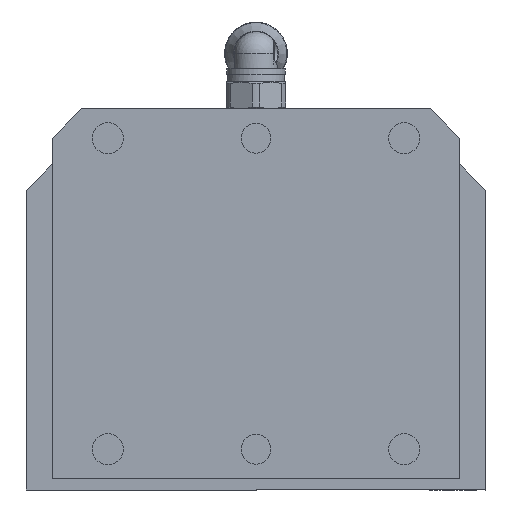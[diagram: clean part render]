
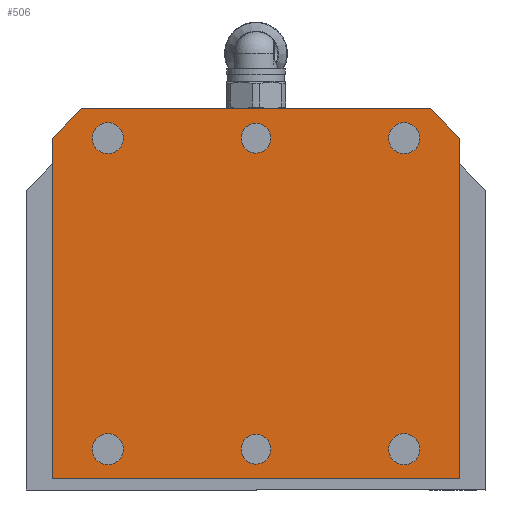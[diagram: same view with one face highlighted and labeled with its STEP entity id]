
A CAD part, left-side view. The second image highlights one B-rep face of the part: STEP entity #506.
In plain terms, the highlighted planar face has unit normal (-1, 0, 0).
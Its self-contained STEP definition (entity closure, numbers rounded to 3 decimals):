
#506 = ADVANCED_FACE( '', ( #1145, #1146, #1147, #1148, #1149, #1150, #1151 ), #1152, .F. );
#1145 = FACE_BOUND( '', #1873, .T. );
#1146 = FACE_BOUND( '', #1874, .T. );
#1147 = FACE_BOUND( '', #1875, .T. );
#1148 = FACE_BOUND( '', #1876, .T. );
#1149 = FACE_BOUND( '', #1877, .T. );
#1150 = FACE_BOUND( '', #1878, .T. );
#1151 = FACE_OUTER_BOUND( '', #1879, .T. );
#1152 = PLANE( '', #1880 );
#1873 = EDGE_LOOP( '', ( #3166 ) );
#1874 = EDGE_LOOP( '', ( #3167 ) );
#1875 = EDGE_LOOP( '', ( #3168 ) );
#1876 = EDGE_LOOP( '', ( #3169 ) );
#1877 = EDGE_LOOP( '', ( #3170 ) );
#1878 = EDGE_LOOP( '', ( #3171 ) );
#1879 = EDGE_LOOP( '', ( #3172, #3173, #3174, #3175, #3176, #3177 ) );
#1880 = AXIS2_PLACEMENT_3D( '', #3178, #3179, #3180 );
#3166 = ORIENTED_EDGE( '', *, *, #4011, .T. );
#3167 = ORIENTED_EDGE( '', *, *, #3738, .T. );
#3168 = ORIENTED_EDGE( '', *, *, #3690, .T. );
#3169 = ORIENTED_EDGE( '', *, *, #3889, .T. );
#3170 = ORIENTED_EDGE( '', *, *, #3705, .T. );
#3171 = ORIENTED_EDGE( '', *, *, #4106, .T. );
#3172 = ORIENTED_EDGE( '', *, *, #3754, .F. );
#3173 = ORIENTED_EDGE( '', *, *, #3811, .F. );
#3174 = ORIENTED_EDGE( '', *, *, #4022, .F. );
#3175 = ORIENTED_EDGE( '', *, *, #4108, .F. );
#3176 = ORIENTED_EDGE( '', *, *, #4082, .F. );
#3177 = ORIENTED_EDGE( '', *, *, #4095, .F. );
#3178 = CARTESIAN_POINT( '', ( -75., 0., 75. ) );
#3179 = DIRECTION( '', ( 1., 0., 0. ) );
#3180 = DIRECTION( '', ( 0., 0., 1. ) );
#3690 = EDGE_CURVE( '', #4315, #4315, #4316, .T. );
#3705 = EDGE_CURVE( '', #4338, #4338, #4339, .T. );
#3738 = EDGE_CURVE( '', #4398, #4398, #4399, .T. );
#3754 = EDGE_CURVE( '', #4423, #4424, #4425, .T. );
#3811 = EDGE_CURVE( '', #4520, #4423, #4521, .T. );
#3889 = EDGE_CURVE( '', #4644, #4644, #4645, .T. );
#4011 = EDGE_CURVE( '', #4817, #4817, #4818, .T. );
#4022 = EDGE_CURVE( '', #4831, #4520, #4832, .T. );
#4082 = EDGE_CURVE( '', #4911, #4912, #4913, .T. );
#4095 = EDGE_CURVE( '', #4424, #4911, #4927, .T. );
#4106 = EDGE_CURVE( '', #4941, #4941, #4942, .T. );
#4108 = EDGE_CURVE( '', #4912, #4831, #4944, .T. );
#4315 = VERTEX_POINT( '', #5200 );
#4316 = CIRCLE( '', #5201, 2.1 );
#4338 = VERTEX_POINT( '', #5227 );
#4339 = CIRCLE( '', #5228, 2.01 );
#4398 = VERTEX_POINT( '', #5315 );
#4399 = CIRCLE( '', #5316, 2.1 );
#4423 = VERTEX_POINT( '', #5347 );
#4424 = VERTEX_POINT( '', #5348 );
#4425 = LINE( '', #5349, #5350 );
#4520 = VERTEX_POINT( '', #5493 );
#4521 = LINE( '', #5494, #5495 );
#4644 = VERTEX_POINT( '', #5666 );
#4645 = CIRCLE( '', #5667, 2.1 );
#4817 = VERTEX_POINT( '', #5968 );
#4818 = CIRCLE( '', #5969, 2.1 );
#4831 = VERTEX_POINT( '', #5994 );
#4832 = LINE( '', #5995, #5996 );
#4911 = VERTEX_POINT( '', #6102 );
#4912 = VERTEX_POINT( '', #6103 );
#4913 = LINE( '', #6104, #6105 );
#4927 = LINE( '', #6125, #6126 );
#4941 = VERTEX_POINT( '', #6143 );
#4942 = CIRCLE( '', #6144, 2.01 );
#4944 = LINE( '', #6146, #6147 );
#5200 = CARTESIAN_POINT( '', ( -75., 22.1, 47.5 ) );
#5201 = AXIS2_PLACEMENT_3D( '', #6359, #6360, #6361 );
#5227 = CARTESIAN_POINT( '', ( -75., 2.01, 5.5 ) );
#5228 = AXIS2_PLACEMENT_3D( '', #6378, #6379, #6380 );
#5315 = CARTESIAN_POINT( '', ( -75., -17.9, 5.5 ) );
#5316 = AXIS2_PLACEMENT_3D( '', #6426, #6427, #6428 );
#5347 = CARTESIAN_POINT( '', ( -75., 27.5, 47.5 ) );
#5348 = CARTESIAN_POINT( '', ( -75., 23.5, 51.5 ) );
#5349 = CARTESIAN_POINT( '', ( -75., 27.5, 47.5 ) );
#5350 = VECTOR( '', #6452, 1000. );
#5493 = CARTESIAN_POINT( '', ( -75., 27.5, 1.5 ) );
#5494 = CARTESIAN_POINT( '', ( -75., 27.5, 1.5 ) );
#5495 = VECTOR( '', #6541, 1000. );
#5666 = CARTESIAN_POINT( '', ( -75., -17.9, 47.5 ) );
#5667 = AXIS2_PLACEMENT_3D( '', #6647, #6648, #6649 );
#5968 = CARTESIAN_POINT( '', ( -75., 22.1, 5.5 ) );
#5969 = AXIS2_PLACEMENT_3D( '', #6769, #6770, #6771 );
#5994 = CARTESIAN_POINT( '', ( -75., -27.5, 1.5 ) );
#5995 = CARTESIAN_POINT( '', ( -75., -27.5, 1.5 ) );
#5996 = VECTOR( '', #6777, 1000. );
#6102 = CARTESIAN_POINT( '', ( -75., -23.5, 51.5 ) );
#6103 = CARTESIAN_POINT( '', ( -75., -27.5, 47.5 ) );
#6104 = CARTESIAN_POINT( '', ( -75., -23.5, 51.5 ) );
#6105 = VECTOR( '', #6846, 1000. );
#6125 = CARTESIAN_POINT( '', ( -75., 23.5, 51.5 ) );
#6126 = VECTOR( '', #6856, 1000. );
#6143 = CARTESIAN_POINT( '', ( -75., 2.01, 47.5 ) );
#6144 = AXIS2_PLACEMENT_3D( '', #6866, #6867, #6868 );
#6146 = CARTESIAN_POINT( '', ( -75., -27.5, 47.5 ) );
#6147 = VECTOR( '', #6869, 1000. );
#6359 = CARTESIAN_POINT( '', ( -75., 20., 47.5 ) );
#6360 = DIRECTION( '', ( 1., 0., 0. ) );
#6361 = DIRECTION( '', ( 0., 1., 0. ) );
#6378 = CARTESIAN_POINT( '', ( -75., 0., 5.5 ) );
#6379 = DIRECTION( '', ( 1., 0., 0. ) );
#6380 = DIRECTION( '', ( 0., 1., 0. ) );
#6426 = CARTESIAN_POINT( '', ( -75., -20., 5.5 ) );
#6427 = DIRECTION( '', ( 1., 0., 0. ) );
#6428 = DIRECTION( '', ( 0., 1., 0. ) );
#6452 = DIRECTION( '', ( 0., -0.707, 0.707 ) );
#6541 = DIRECTION( '', ( 0., 0., 1. ) );
#6647 = CARTESIAN_POINT( '', ( -75., -20., 47.5 ) );
#6648 = DIRECTION( '', ( 1., 0., 0. ) );
#6649 = DIRECTION( '', ( 0., 1., 0. ) );
#6769 = CARTESIAN_POINT( '', ( -75., 20., 5.5 ) );
#6770 = DIRECTION( '', ( 1., 0., 0. ) );
#6771 = DIRECTION( '', ( 0., 1., 0. ) );
#6777 = DIRECTION( '', ( 0., 1., 0. ) );
#6846 = DIRECTION( '', ( 0., -0.707, -0.707 ) );
#6856 = DIRECTION( '', ( 0., -1., 0. ) );
#6866 = CARTESIAN_POINT( '', ( -75., 0., 47.5 ) );
#6867 = DIRECTION( '', ( 1., 0., 0. ) );
#6868 = DIRECTION( '', ( 0., 1., 0. ) );
#6869 = DIRECTION( '', ( 0., 0., -1. ) );
